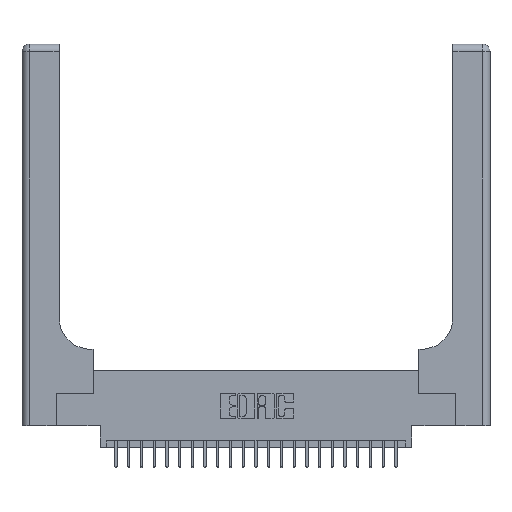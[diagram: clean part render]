
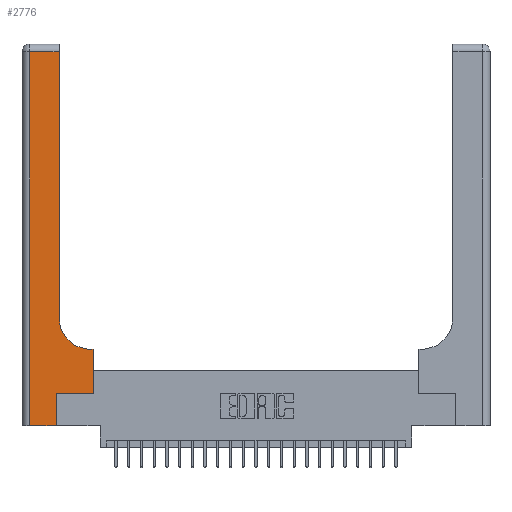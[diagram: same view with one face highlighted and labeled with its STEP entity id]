
A CAD part, top view. The second image highlights one B-rep face of the part: STEP entity #2776.
In plain terms, the highlighted planar face has unit normal (0, 0, 1).
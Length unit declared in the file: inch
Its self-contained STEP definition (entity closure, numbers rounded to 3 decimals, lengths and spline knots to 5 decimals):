
#323 = VECTOR ( 'NONE', #22187, 39.37008 ) ;
#471 = CARTESIAN_POINT ( 'NONE',  ( 0.269, 0., 0.37 ) ) ;
#568 = VECTOR ( 'NONE', #8943, 39.37008 ) ;
#819 = CARTESIAN_POINT ( 'NONE',  ( 0.06, 3., 0.37 ) ) ;
#1999 = CARTESIAN_POINT ( 'NONE',  ( 0.5585, 0.25, 0.37 ) ) ;
#2626 = LINE ( 'NONE', #11817, #23408 ) ;
#2776 = ADVANCED_FACE ( 'NONE', ( #10276 ), #14835, .F. ) ;
#3727 = DIRECTION ( 'NONE',  ( 1., 0., 0. ) ) ;
#3970 = AXIS2_PLACEMENT_3D ( 'NONE', #17729, #5633, #19749 ) ;
#4584 = VECTOR ( 'NONE', #20769, 39.37008 ) ;
#4693 = DIRECTION ( 'NONE',  ( -1., 0., 0. ) ) ;
#5350 = CARTESIAN_POINT ( 'NONE',  ( 0.269, 0.25, 0.37 ) ) ;
#5633 = DIRECTION ( 'NONE',  ( 0., 0., -1. ) ) ;
#5640 = CIRCLE ( 'NONE', #3970, 0.25 ) ;
#5732 = LINE ( 'NONE', #20206, #323 ) ;
#6320 = EDGE_CURVE ( 'NONE', #14947, #14029, #16734, .T. ) ;
#6563 = EDGE_CURVE ( 'NONE', #13964, #20053, #5640, .T. ) ;
#6898 = CARTESIAN_POINT ( 'NONE',  ( 0.269, 0.25, 0.37 ) ) ;
#6955 = ORIENTED_EDGE ( 'NONE', *, *, #6320, .T. ) ;
#8181 = VERTEX_POINT ( 'NONE', #12353 ) ;
#8436 = ORIENTED_EDGE ( 'NONE', *, *, #18373, .T. ) ;
#8690 = CARTESIAN_POINT ( 'NONE',  ( 0., 3., 0.37 ) ) ;
#8753 = CARTESIAN_POINT ( 'NONE',  ( 0.2915, 0.6, 0.37 ) ) ;
#8943 = DIRECTION ( 'NONE',  ( 1., 0., 0. ) ) ;
#9045 = EDGE_LOOP ( 'NONE', ( #15415, #8436, #10334, #18256, #12709, #6955, #10871, #24597, #15032 ) ) ;
#9450 = VECTOR ( 'NONE', #15038, 39.37008 ) ;
#10276 = FACE_OUTER_BOUND ( 'NONE', #9045, .T. ) ;
#10334 = ORIENTED_EDGE ( 'NONE', *, *, #20538, .T. ) ;
#10871 = ORIENTED_EDGE ( 'NONE', *, *, #18273, .T. ) ;
#11252 = CARTESIAN_POINT ( 'NONE',  ( 0.2915, 0.85, 0.37 ) ) ;
#11627 = CARTESIAN_POINT ( 'NONE',  ( 0.5585, 0.6, 0.37 ) ) ;
#11817 = CARTESIAN_POINT ( 'NONE',  ( 0., 0., 0.37 ) ) ;
#12259 = DIRECTION ( 'NONE',  ( 0., 1., 0. ) ) ;
#12353 = CARTESIAN_POINT ( 'NONE',  ( 0.06, 2.94, 0.37 ) ) ;
#12611 = EDGE_CURVE ( 'NONE', #21396, #13964, #25272, .T. ) ;
#12709 = ORIENTED_EDGE ( 'NONE', *, *, #22312, .T. ) ;
#13119 = VECTOR ( 'NONE', #15789, 39.37008 ) ;
#13759 = LINE ( 'NONE', #25645, #13119 ) ;
#13964 = VERTEX_POINT ( 'NONE', #17486 ) ;
#14029 = VERTEX_POINT ( 'NONE', #1999 ) ;
#14031 = EDGE_CURVE ( 'NONE', #20053, #25480, #15303, .T. ) ;
#14234 = LINE ( 'NONE', #819, #9450 ) ;
#14710 = DIRECTION ( 'NONE',  ( 0., 1., 0. ) ) ;
#14835 = PLANE ( 'NONE',  #24237 ) ;
#14947 = VERTEX_POINT ( 'NONE', #5350 ) ;
#15032 = ORIENTED_EDGE ( 'NONE', *, *, #6563, .T. ) ;
#15038 = DIRECTION ( 'NONE',  ( 0., -1., 0. ) ) ;
#15303 = LINE ( 'NONE', #22149, #25205 ) ;
#15415 = ORIENTED_EDGE ( 'NONE', *, *, #14031, .T. ) ;
#15789 = DIRECTION ( 'NONE',  ( 0., 1., 0. ) ) ;
#16734 = LINE ( 'NONE', #6898, #568 ) ;
#16801 = DIRECTION ( 'NONE',  ( 0., 0., -1. ) ) ;
#17486 = CARTESIAN_POINT ( 'NONE',  ( 0.5415, 0.6, 0.37 ) ) ;
#17553 = CARTESIAN_POINT ( 'NONE',  ( 0.06, 0., 0.37 ) ) ;
#17729 = CARTESIAN_POINT ( 'NONE',  ( 0.5415, 0.85, 0.37 ) ) ;
#18256 = ORIENTED_EDGE ( 'NONE', *, *, #23581, .T. ) ;
#18273 = EDGE_CURVE ( 'NONE', #14029, #21396, #13759, .T. ) ;
#18373 = EDGE_CURVE ( 'NONE', #25480, #8181, #5732, .T. ) ;
#19749 = DIRECTION ( 'NONE',  ( 1., 0., 0. ) ) ;
#20053 = VERTEX_POINT ( 'NONE', #11252 ) ;
#20206 = CARTESIAN_POINT ( 'NONE',  ( 0., 2.94, 0.37 ) ) ;
#20538 = EDGE_CURVE ( 'NONE', #8181, #22814, #14234, .T. ) ;
#20648 = LINE ( 'NONE', #471, #25874 ) ;
#20769 = DIRECTION ( 'NONE',  ( -1., 0., 0. ) ) ;
#21396 = VERTEX_POINT ( 'NONE', #11627 ) ;
#22149 = CARTESIAN_POINT ( 'NONE',  ( 0.2915, 3., 0.37 ) ) ;
#22187 = DIRECTION ( 'NONE',  ( -1., 0., 0. ) ) ;
#22312 = EDGE_CURVE ( 'NONE', #23236, #14947, #20648, .T. ) ;
#22814 = VERTEX_POINT ( 'NONE', #17553 ) ;
#23236 = VERTEX_POINT ( 'NONE', #24707 ) ;
#23408 = VECTOR ( 'NONE', #3727, 39.37008 ) ;
#23581 = EDGE_CURVE ( 'NONE', #22814, #23236, #2626, .T. ) ;
#24237 = AXIS2_PLACEMENT_3D ( 'NONE', #8690, #16801, #4693 ) ;
#24597 = ORIENTED_EDGE ( 'NONE', *, *, #12611, .T. ) ;
#24707 = CARTESIAN_POINT ( 'NONE',  ( 0.269, 0., 0.37 ) ) ;
#24801 = CARTESIAN_POINT ( 'NONE',  ( 0.2915, 2.94, 0.37 ) ) ;
#25205 = VECTOR ( 'NONE', #12259, 39.37008 ) ;
#25272 = LINE ( 'NONE', #8753, #4584 ) ;
#25480 = VERTEX_POINT ( 'NONE', #24801 ) ;
#25645 = CARTESIAN_POINT ( 'NONE',  ( 0.5585, 0.25, 0.37 ) ) ;
#25874 = VECTOR ( 'NONE', #14710, 39.37008 ) ;
